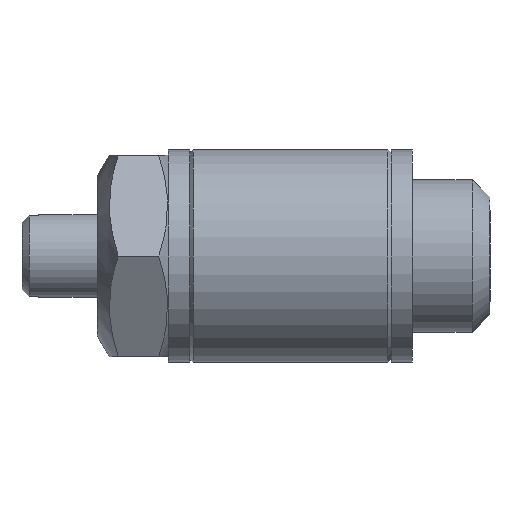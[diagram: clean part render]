
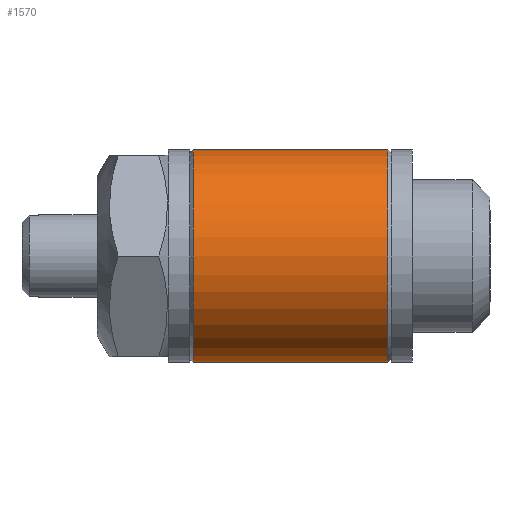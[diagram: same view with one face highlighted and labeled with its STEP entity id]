
A CAD part, left-side view. The second image highlights one B-rep face of the part: STEP entity #1570.
In plain terms, the highlighted cylindrical face has radius 9 mm (diameter 18 mm), a partial arc.
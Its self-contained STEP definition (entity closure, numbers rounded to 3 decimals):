
#385 = DIRECTION ( 'NONE',  ( 0., -1., 0. ) ) ;
#386 = VECTOR ( 'NONE', #385, 1000. ) ;
#387 = CARTESIAN_POINT ( 'NONE',  ( 0., 7.319, -9. ) ) ;
#472 = LINE ( 'NONE', #387, #386 ) ;
#669 = CARTESIAN_POINT ( 'NONE',  ( 0., 25.4, 9. ) ) ;
#671 = DIRECTION ( 'NONE',  ( 0., -1., 0. ) ) ;
#672 = CARTESIAN_POINT ( 'NONE',  ( 0., 7.319, 9. ) ) ;
#673 = LINE ( 'NONE', #672, #759 ) ;
#759 = VECTOR ( 'NONE', #671, 1000. ) ;
#1057 = CARTESIAN_POINT ( 'NONE',  ( 0., 25.4, -9. ) ) ;
#1094 = CARTESIAN_POINT ( 'NONE',  ( 0., 9., 9. ) ) ;
#1129 = CARTESIAN_POINT ( 'NONE',  ( 0., 9., -9. ) ) ;
#1530 = EDGE_LOOP ( 'NONE', ( #1531, #1551, #1553, #1554 ) ) ;
#1531 = ORIENTED_EDGE ( 'NONE', *, *, #2621, .F. ) ;
#1551 = ORIENTED_EDGE ( 'NONE', *, *, #1552, .T. ) ;
#1552 = EDGE_CURVE ( 'NONE', #2609, #3009, #2205, .T. ) ;
#1553 = ORIENTED_EDGE ( 'NONE', *, *, #2575, .T. ) ;
#1554 = ORIENTED_EDGE ( 'NONE', *, *, #1556, .F. ) ;
#1556 = EDGE_CURVE ( 'NONE', #2975, #2969, #2231, .T. ) ;
#1570 = ADVANCED_FACE ( 'NONE', ( #2300 ), #2294, .T. ) ;
#2203 = CARTESIAN_POINT ( 'NONE',  ( 0., 25.4, 0. ) ) ;
#2204 = AXIS2_PLACEMENT_3D ( 'NONE', #2203, #2239, #2238 ) ;
#2205 = CIRCLE ( 'NONE', #2204, 9. ) ;
#2229 = CARTESIAN_POINT ( 'NONE',  ( 0., 9., 0. ) ) ;
#2230 = AXIS2_PLACEMENT_3D ( 'NONE', #2229, #2307, #2306 ) ;
#2231 = CIRCLE ( 'NONE', #2230, 9. ) ;
#2238 = DIRECTION ( 'NONE',  ( 0., 0., -1. ) ) ;
#2239 = DIRECTION ( 'NONE',  ( 0., -1., 0. ) ) ;
#2290 = DIRECTION ( 'NONE',  ( 0., 0., -1. ) ) ;
#2291 = DIRECTION ( 'NONE',  ( 0., -1., 0. ) ) ;
#2292 = CARTESIAN_POINT ( 'NONE',  ( 0., 7.319, 0. ) ) ;
#2293 = AXIS2_PLACEMENT_3D ( 'NONE', #2292, #2291, #2290 ) ;
#2294 = CYLINDRICAL_SURFACE ( 'NONE', #2293, 9. ) ;
#2300 = FACE_OUTER_BOUND ( 'NONE', #1530, .T. ) ;
#2306 = DIRECTION ( 'NONE',  ( 0., 0., -1. ) ) ;
#2307 = DIRECTION ( 'NONE',  ( 0., -1., 0. ) ) ;
#2575 = EDGE_CURVE ( 'NONE', #3009, #2969, #472, .T. ) ;
#2609 = VERTEX_POINT ( 'NONE', #669 ) ;
#2621 = EDGE_CURVE ( 'NONE', #2609, #2975, #673, .T. ) ;
#2969 = VERTEX_POINT ( 'NONE', #1129 ) ;
#2975 = VERTEX_POINT ( 'NONE', #1094 ) ;
#3009 = VERTEX_POINT ( 'NONE', #1057 ) ;
